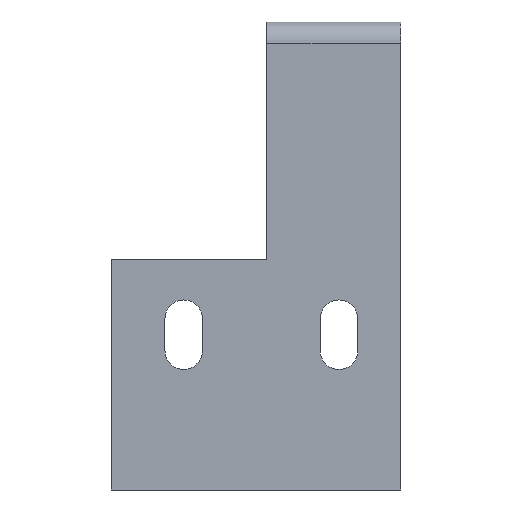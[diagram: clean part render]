
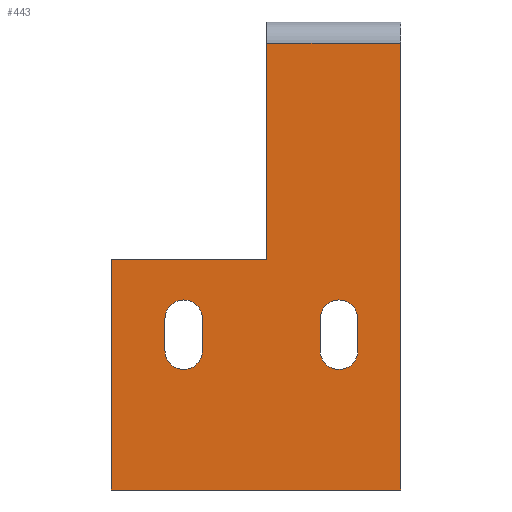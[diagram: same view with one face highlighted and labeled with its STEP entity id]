
A CAD part, front view. The second image highlights one B-rep face of the part: STEP entity #443.
In plain terms, the highlighted planar face has unit normal (0, -1, 0).
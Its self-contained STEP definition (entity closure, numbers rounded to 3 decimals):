
#24=FACE_BOUND('',#82,.T.);
#25=FACE_BOUND('',#83,.T.);
#34=CIRCLE('',#489,1.75);
#35=CIRCLE('',#490,1.75);
#36=CIRCLE('',#491,1.75);
#37=CIRCLE('',#492,1.75);
#54=FACE_OUTER_BOUND('',#81,.T.);
#81=EDGE_LOOP('',(#341,#342,#343,#344,#345,#346));
#82=EDGE_LOOP('',(#347,#348,#349,#350));
#83=EDGE_LOOP('',(#351,#352,#353,#354));
#98=LINE('',#640,#145);
#115=LINE('',#681,#162);
#119=LINE('',#694,#166);
#121=LINE('',#698,#168);
#122=LINE('',#700,#169);
#123=LINE('',#701,#170);
#124=LINE('',#706,#171);
#125=LINE('',#709,#172);
#126=LINE('',#714,#173);
#127=LINE('',#717,#174);
#145=VECTOR('',#513,10.);
#162=VECTOR('',#550,10.);
#166=VECTOR('',#568,10.);
#168=VECTOR('',#572,10.);
#169=VECTOR('',#573,10.);
#170=VECTOR('',#574,10.);
#171=VECTOR('',#577,10.);
#172=VECTOR('',#580,10.);
#173=VECTOR('',#583,10.);
#174=VECTOR('',#586,10.);
#192=VERTEX_POINT('',#638);
#193=VERTEX_POINT('',#639);
#206=VERTEX_POINT('',#678);
#207=VERTEX_POINT('',#680);
#210=VERTEX_POINT('',#697);
#211=VERTEX_POINT('',#699);
#212=VERTEX_POINT('',#702);
#213=VERTEX_POINT('',#703);
#214=VERTEX_POINT('',#705);
#215=VERTEX_POINT('',#707);
#216=VERTEX_POINT('',#710);
#217=VERTEX_POINT('',#711);
#218=VERTEX_POINT('',#713);
#219=VERTEX_POINT('',#715);
#230=EDGE_CURVE('',#192,#193,#98,.T.);
#250=EDGE_CURVE('',#207,#206,#115,.T.);
#257=EDGE_CURVE('',#192,#207,#119,.T.);
#259=EDGE_CURVE('',#206,#210,#121,.T.);
#260=EDGE_CURVE('',#210,#211,#122,.T.);
#261=EDGE_CURVE('',#211,#193,#123,.T.);
#262=EDGE_CURVE('',#212,#213,#34,.T.);
#263=EDGE_CURVE('',#214,#212,#124,.T.);
#264=EDGE_CURVE('',#215,#214,#35,.T.);
#265=EDGE_CURVE('',#213,#215,#125,.T.);
#266=EDGE_CURVE('',#216,#217,#36,.T.);
#267=EDGE_CURVE('',#218,#216,#126,.T.);
#268=EDGE_CURVE('',#219,#218,#37,.T.);
#269=EDGE_CURVE('',#217,#219,#127,.T.);
#341=ORIENTED_EDGE('',*,*,#250,.T.);
#342=ORIENTED_EDGE('',*,*,#259,.T.);
#343=ORIENTED_EDGE('',*,*,#260,.T.);
#344=ORIENTED_EDGE('',*,*,#261,.T.);
#345=ORIENTED_EDGE('',*,*,#230,.F.);
#346=ORIENTED_EDGE('',*,*,#257,.T.);
#347=ORIENTED_EDGE('',*,*,#262,.F.);
#348=ORIENTED_EDGE('',*,*,#263,.F.);
#349=ORIENTED_EDGE('',*,*,#264,.F.);
#350=ORIENTED_EDGE('',*,*,#265,.F.);
#351=ORIENTED_EDGE('',*,*,#266,.F.);
#352=ORIENTED_EDGE('',*,*,#267,.F.);
#353=ORIENTED_EDGE('',*,*,#268,.F.);
#354=ORIENTED_EDGE('',*,*,#269,.F.);
#422=PLANE('',#488);
#443=ADVANCED_FACE('',(#54,#24,#25),#422,.F.);
#488=AXIS2_PLACEMENT_3D('',#696,#570,#571);
#489=AXIS2_PLACEMENT_3D('',#704,#575,#576);
#490=AXIS2_PLACEMENT_3D('',#708,#578,#579);
#491=AXIS2_PLACEMENT_3D('',#712,#581,#582);
#492=AXIS2_PLACEMENT_3D('',#716,#584,#585);
#513=DIRECTION('',(-1.,0.,0.));
#550=DIRECTION('',(-1.,0.,0.));
#568=DIRECTION('',(0.,0.,1.));
#570=DIRECTION('center_axis',(0.,1.,0.));
#571=DIRECTION('ref_axis',(-1.,0.,0.));
#572=DIRECTION('',(0.,0.,-1.));
#573=DIRECTION('',(-1.,0.,0.));
#574=DIRECTION('',(0.,0.,-1.));
#575=DIRECTION('center_axis',(0.,-1.,0.));
#576=DIRECTION('ref_axis',(-1.,0.,0.));
#577=DIRECTION('',(0.,0.,1.));
#578=DIRECTION('center_axis',(0.,-1.,0.));
#579=DIRECTION('ref_axis',(1.,0.,0.));
#580=DIRECTION('',(0.,0.,-1.));
#581=DIRECTION('center_axis',(0.,-1.,0.));
#582=DIRECTION('ref_axis',(-1.,0.,0.));
#583=DIRECTION('',(0.,0.,1.));
#584=DIRECTION('center_axis',(0.,-1.,0.));
#585=DIRECTION('ref_axis',(1.,0.,0.));
#586=DIRECTION('',(0.,0.,-1.));
#638=CARTESIAN_POINT('',(156.2,-122.8,80.35));
#639=CARTESIAN_POINT('',(129.2,-122.8,80.35));
#640=CARTESIAN_POINT('',(129.2,-122.8,80.35));
#678=CARTESIAN_POINT('',(143.7,-122.8,122.05));
#680=CARTESIAN_POINT('',(156.2,-122.8,122.05));
#681=CARTESIAN_POINT('',(146.825,-122.8,122.05));
#694=CARTESIAN_POINT('',(156.2,-122.8,84.85));
#696=CARTESIAN_POINT('Origin',(149.95,-122.8,104.45));
#697=CARTESIAN_POINT('',(143.7,-122.8,101.85));
#698=CARTESIAN_POINT('',(143.7,-122.8,124.05));
#699=CARTESIAN_POINT('',(129.2,-122.8,101.85));
#700=CARTESIAN_POINT('',(143.7,-122.8,101.85));
#701=CARTESIAN_POINT('',(129.2,-122.8,84.85));
#702=CARTESIAN_POINT('',(152.2,-122.8,96.35));
#703=CARTESIAN_POINT('',(148.7,-122.8,96.35));
#704=CARTESIAN_POINT('Origin',(150.45,-122.8,96.35));
#705=CARTESIAN_POINT('',(152.2,-122.8,93.35));
#706=CARTESIAN_POINT('',(152.2,-122.8,93.35));
#707=CARTESIAN_POINT('',(148.7,-122.8,93.35));
#708=CARTESIAN_POINT('Origin',(150.45,-122.8,93.35));
#709=CARTESIAN_POINT('',(148.7,-122.8,96.35));
#710=CARTESIAN_POINT('',(137.7,-122.8,96.35));
#711=CARTESIAN_POINT('',(134.2,-122.8,96.35));
#712=CARTESIAN_POINT('Origin',(135.95,-122.8,96.35));
#713=CARTESIAN_POINT('',(137.7,-122.8,93.35));
#714=CARTESIAN_POINT('',(137.7,-122.8,93.35));
#715=CARTESIAN_POINT('',(134.2,-122.8,93.35));
#716=CARTESIAN_POINT('Origin',(135.95,-122.8,93.35));
#717=CARTESIAN_POINT('',(134.2,-122.8,96.35));
